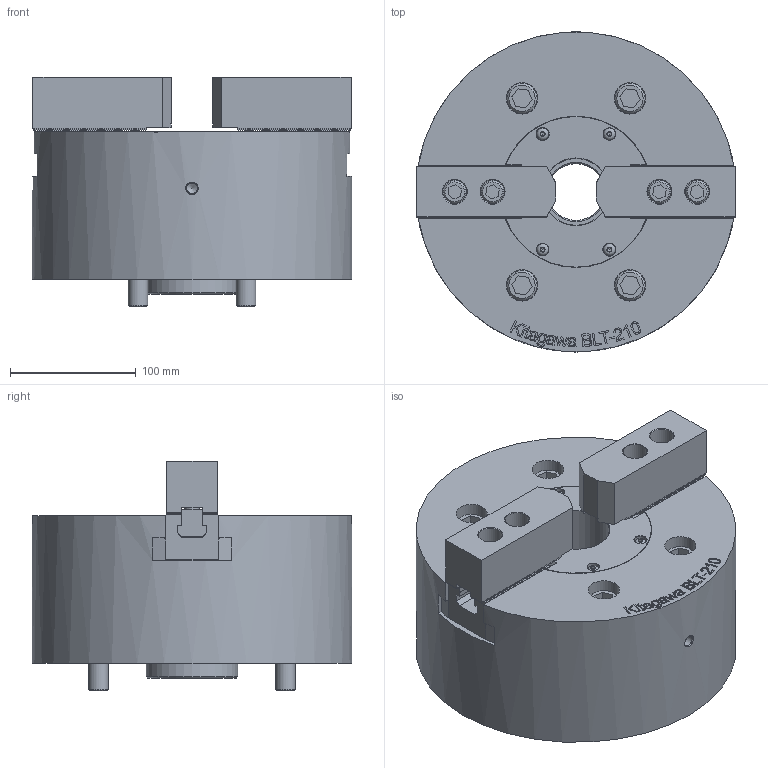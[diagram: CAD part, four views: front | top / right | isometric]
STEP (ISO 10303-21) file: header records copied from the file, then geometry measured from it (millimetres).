
FILE_DESCRIPTION(/* description */ ('Unknown'),/* implementation_level */ '2;1');
FILE_NAME(/* name */ 'BLT210-Solid',/* time_stamp */ '2019-08-13T15:57:17+01:00',/* author */ ('Unknown'),/* organization */ ('Unknown'),/* preprocessor_version */ 'ST-DEVELOPER v16.7',/* originating_system */ 'DEX',/* authorisation */ $);
FILE_SCHEMA (('AUTOMOTIVE_DESIGN {1 0 10303 214 3 1 1}'));
Products named in the file (1): BLT210-Solid
Bounding box: 254 x 254 x 182.2 mm (x, y, z)
Volume: 5638677.8 mm3; surface area: 410265.5 mm2
Topology: 1 solids, 16 shells, 2419 faces, 8025 edges, 4961 vertices
Faces by surface type: plane 1728, cylinder 537, cone 83, bspline 56, torus 11, sphere 4
Full cylindrical faces by diameter (mm): 4.2 x4, 4.826 x4, 5.5 x4, 6.8 x3, 8.5 x2, 9.5 x4, 10 x4, 10.3 x4, 11.701 x4, 13 x4, 15.682 x4, 17 x4, 18 x4, 19 x4, 24 x4, 25 x4, 45 x1, 53 x1, 56 x2, 61 x1, 65.5 x1, 73 x1, 82 x2, 88 x1, 89 x1, 95 x2, 102 x2, 220 x1, 254 x1
Entity records: 87289 total; most frequent: CARTESIAN_POINT 17388, ORIENTED_EDGE 15538, DIRECTION 13613, EDGE_CURVE 7769, LINE 6439, VECTOR 6439, VERTEX_POINT 4886, AXIS2_PLACEMENT_3D 3587
